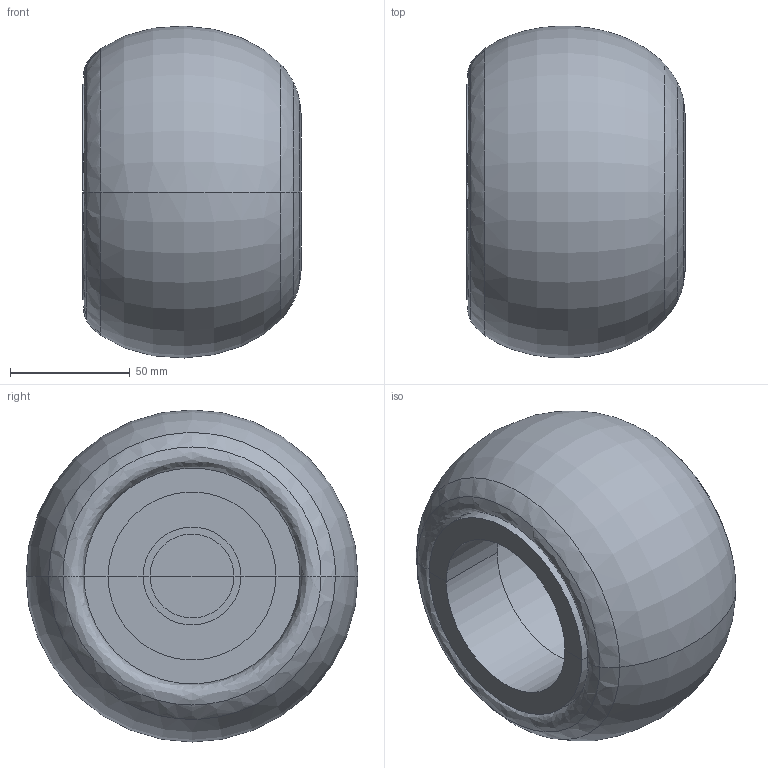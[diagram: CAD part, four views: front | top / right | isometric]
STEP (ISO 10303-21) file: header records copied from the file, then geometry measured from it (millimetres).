
FILE_DESCRIPTION(('STEP AP214'),'1');
FILE_NAME('electrode_opt.stp','2020-10-19T08:25:47',('peter'),(' '),'Spatial InterOp 3D','CST ACIS InterOp Converter 2016',' ');
FILE_SCHEMA(('AUTOMOTIVE_DESIGN { 1 0 10303 214 1 1 1 1 }'));
Length unit declared in the file: metre
Products named in the file (1): component1|electrode
Bounding box: 90.98 x 138.36 x 138.44 mm (x, y, z)
Surface area: 88246.5 mm2 (no closed solid volume)
Topology: 0 solids, 1 shells, 40 faces, 82 edges, 40 vertices
Faces by surface type: bspline 40
Entity records: 2597 total; most frequent: CARTESIAN_POINT 1811, ORIENTED_EDGE 156, EDGE_CURVE 78, STYLED_ITEM 41, PRESENTATION_STYLE_ASSIGNMENT 41, SURFACE_STYLE_USAGE 41, SURFACE_SIDE_STYLE 41, SURFACE_STYLE_FILL_AREA 41
